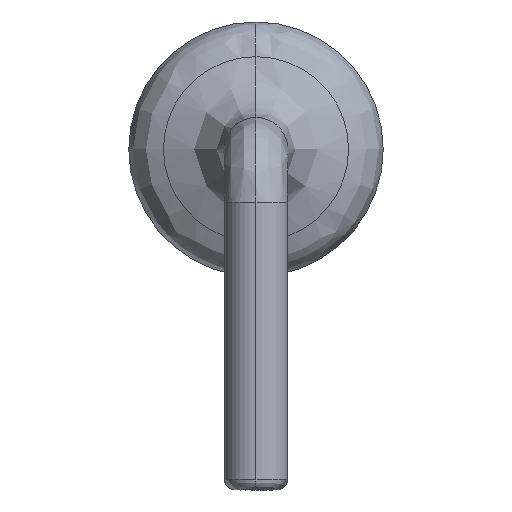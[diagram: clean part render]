
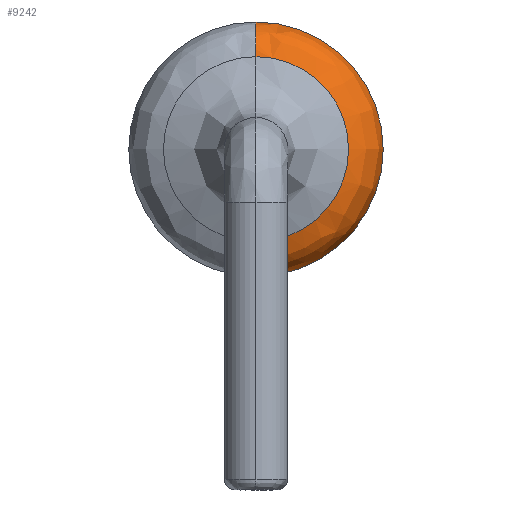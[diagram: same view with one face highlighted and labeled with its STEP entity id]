
A CAD part, left-side view. The second image highlights one B-rep face of the part: STEP entity #9242.
In plain terms, the highlighted free-form (B-spline) face has degree [3, 3] with [4, 4] control points.
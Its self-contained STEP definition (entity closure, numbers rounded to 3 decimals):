
#592 = CARTESIAN_POINT ( 'NONE',  ( -3.102, -2.4, 2.413 ) ) ;
#738 = CARTESIAN_POINT ( 'NONE',  ( -3.257, -2.142, 2.284 ) ) ;
#1301 = CIRCLE ( 'NONE', #9574, 1.2 ) ;
#1774 = CARTESIAN_POINT ( 'NONE',  ( -2.9, -2.4, 2.413 ) ) ;
#2830 = AXIS2_PLACEMENT_3D ( 'NONE', #14090, #2924, #6163 ) ;
#2861 = CARTESIAN_POINT ( 'NONE',  ( -2.9, 0., 0.013 ) ) ;
#2924 = DIRECTION ( 'NONE',  ( 0., 1., 0. ) ) ;
#3376 = CARTESIAN_POINT ( 'NONE',  ( -3.293, -1.745, 2.086 ) ) ;
#4093 = EDGE_CURVE ( 'NONE', #7469, #13505, #13453, .T. ) ;
#4198 = DIRECTION ( 'NONE',  ( 0., 0., -1. ) ) ;
#4356 = CARTESIAN_POINT ( 'NONE',  ( -3.293, 0., 0.34 ) ) ;
#4574 = ORIENTED_EDGE ( 'NONE', *, *, #7804, .F. ) ;
#4818 = VERTEX_POINT ( 'NONE', #10208 ) ;
#5127 = CARTESIAN_POINT ( 'NONE',  ( -3.102, -2.4, 0.013 ) ) ;
#5408 = DIRECTION ( 'NONE',  ( 0., -1., 0. ) ) ;
#5429 =( BOUNDED_SURFACE ( )  B_SPLINE_SURFACE ( 3, 3, ( 
 ( #12923, #1774, #11978, #2861 ),
 ( #6395, #592, #5127, #6321 ),
 ( #10891, #738, #9754, #14241 ),
 ( #10050, #3376, #12253, #4356 ) ),
 .UNSPECIFIED., .F., .F., .F. ) 
 B_SPLINE_SURFACE_WITH_KNOTS ( ( 4, 4 ),
 ( 4, 4 ),
 ( 0., 1. ),
 ( 0., 1. ),
 .UNSPECIFIED. ) 
 GEOMETRIC_REPRESENTATION_ITEM ( )  RATIONAL_B_SPLINE_SURFACE ( (
 ( 1., 0.333, 0.333, 1.),
 ( 0.846, 0.282, 0.282, 0.846),
 ( 0.846, 0.282, 0.282, 0.846),
 ( 1., 0.333, 0.333, 1.) ) ) 
 REPRESENTATION_ITEM ( '' )  SURFACE ( )  );
#5472 = ORIENTED_EDGE ( 'NONE', *, *, #6912, .T. ) ;
#6163 = DIRECTION ( 'NONE',  ( 0., 0., -1. ) ) ;
#6246 = FACE_OUTER_BOUND ( 'NONE', #14373, .T. ) ;
#6321 = CARTESIAN_POINT ( 'NONE',  ( -3.102, 0., 0.013 ) ) ;
#6395 = CARTESIAN_POINT ( 'NONE',  ( -3.102, 0., 2.413 ) ) ;
#6912 = EDGE_CURVE ( 'NONE', #10227, #4818, #7008, .T. ) ;
#6948 = ORIENTED_EDGE ( 'NONE', *, *, #12382, .T. ) ;
#7008 = CIRCLE ( 'NONE', #14284, 0.4 ) ;
#7403 = DIRECTION ( 'NONE',  ( 0., 0., 1. ) ) ;
#7469 = VERTEX_POINT ( 'NONE', #8178 ) ;
#7566 = CARTESIAN_POINT ( 'NONE',  ( -3.293, 0., 1.213 ) ) ;
#7804 = EDGE_CURVE ( 'NONE', #10227, #7469, #1301, .T. ) ;
#8178 = CARTESIAN_POINT ( 'NONE',  ( -2.9, 0., 0.013 ) ) ;
#8786 = DIRECTION ( 'NONE',  ( 0., 0., -1. ) ) ;
#9242 = ADVANCED_FACE ( 'NONE', ( #6246 ), #5429, .T. ) ;
#9574 = AXIS2_PLACEMENT_3D ( 'NONE', #9815, #14294, #4198 ) ;
#9754 = CARTESIAN_POINT ( 'NONE',  ( -3.257, -2.142, 0.142 ) ) ;
#9815 = CARTESIAN_POINT ( 'NONE',  ( -2.9, 0., 1.213 ) ) ;
#10050 = CARTESIAN_POINT ( 'NONE',  ( -3.293, 0., 2.086 ) ) ;
#10208 = CARTESIAN_POINT ( 'NONE',  ( -3.293, 0., 2.086 ) ) ;
#10227 = VERTEX_POINT ( 'NONE', #13766 ) ;
#10367 = CARTESIAN_POINT ( 'NONE',  ( -3.293, 0., 0.34 ) ) ;
#10538 = CIRCLE ( 'NONE', #12629, 0.873 ) ;
#10610 = ORIENTED_EDGE ( 'NONE', *, *, #4093, .F. ) ;
#10891 = CARTESIAN_POINT ( 'NONE',  ( -3.257, 0., 2.284 ) ) ;
#11978 = CARTESIAN_POINT ( 'NONE',  ( -2.9, -2.4, 0.013 ) ) ;
#12035 = DIRECTION ( 'NONE',  ( 1., 0., 0. ) ) ;
#12253 = CARTESIAN_POINT ( 'NONE',  ( -3.293, -1.745, 0.34 ) ) ;
#12382 = EDGE_CURVE ( 'NONE', #4818, #13505, #10538, .T. ) ;
#12629 = AXIS2_PLACEMENT_3D ( 'NONE', #7566, #12035, #8786 ) ;
#12923 = CARTESIAN_POINT ( 'NONE',  ( -2.9, 0., 2.413 ) ) ;
#13453 = CIRCLE ( 'NONE', #2830, 0.4 ) ;
#13505 = VERTEX_POINT ( 'NONE', #10367 ) ;
#13766 = CARTESIAN_POINT ( 'NONE',  ( -2.9, 0., 2.413 ) ) ;
#14090 = CARTESIAN_POINT ( 'NONE',  ( -2.9, 0., 0.413 ) ) ;
#14218 = CARTESIAN_POINT ( 'NONE',  ( -2.9, 0., 2.013 ) ) ;
#14241 = CARTESIAN_POINT ( 'NONE',  ( -3.257, 0., 0.142 ) ) ;
#14284 = AXIS2_PLACEMENT_3D ( 'NONE', #14218, #5408, #7403 ) ;
#14294 = DIRECTION ( 'NONE',  ( 1., 0., 0. ) ) ;
#14373 = EDGE_LOOP ( 'NONE', ( #4574, #5472, #6948, #10610 ) ) ;
